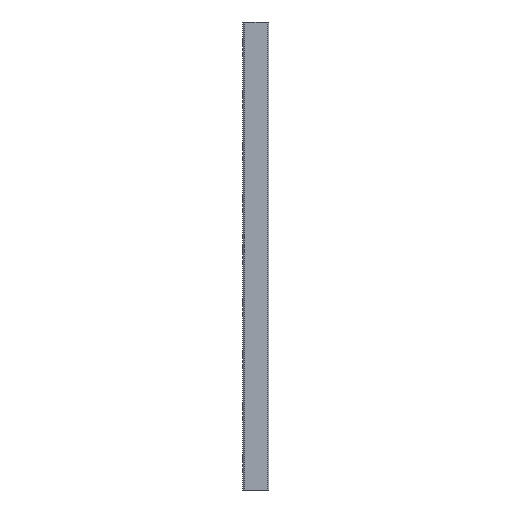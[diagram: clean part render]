
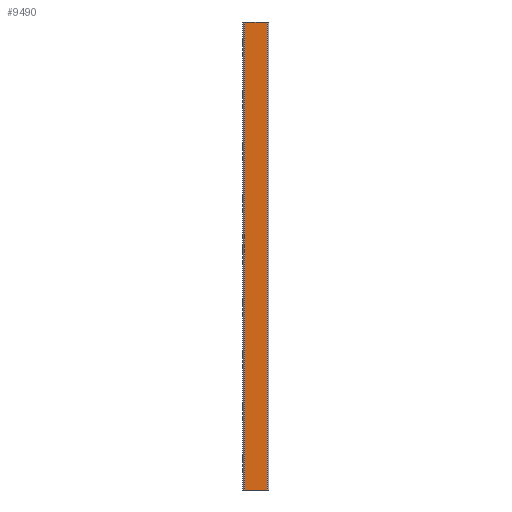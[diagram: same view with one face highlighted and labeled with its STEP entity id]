
A CAD part, left-side view. The second image highlights one B-rep face of the part: STEP entity #9490.
In plain terms, the highlighted planar face has unit normal (-1, 0, 0).
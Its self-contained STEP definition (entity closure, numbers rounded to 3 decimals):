
#1590 = DIRECTION ( 'NONE',  ( 0., -1., 0. ) ) ;
#1944 = CARTESIAN_POINT ( 'NONE',  ( -12., 7.5, 144. ) ) ;
#2138 = ORIENTED_EDGE ( 'NONE', *, *, #24476, .T. ) ;
#3058 = PLANE ( 'NONE',  #18807 ) ;
#3685 = CARTESIAN_POINT ( 'NONE',  ( -12., 0.5, 0. ) ) ;
#5438 = EDGE_CURVE ( 'NONE', #13321, #20561, #21721, .T. ) ;
#5697 = EDGE_LOOP ( 'NONE', ( #20829, #2138, #22896, #10234 ) ) ;
#6095 = LINE ( 'NONE', #25846, #27174 ) ;
#6623 = CARTESIAN_POINT ( 'NONE',  ( -12., 8., 0. ) ) ;
#6845 = VERTEX_POINT ( 'NONE', #1944 ) ;
#7324 = CARTESIAN_POINT ( 'NONE',  ( -12., 8., 144. ) ) ;
#8753 = DIRECTION ( 'NONE',  ( 0., -1., 0. ) ) ;
#9186 = EDGE_CURVE ( 'NONE', #6845, #11255, #23103, .T. ) ;
#9450 = DIRECTION ( 'NONE',  ( 0., 0., -1. ) ) ;
#9490 = ADVANCED_FACE ( 'NONE', ( #18454 ), #3058, .F. ) ;
#9680 = LINE ( 'NONE', #16231, #13914 ) ;
#10234 = ORIENTED_EDGE ( 'NONE', *, *, #15646, .T. ) ;
#11134 = DIRECTION ( 'NONE',  ( 0., 0., 1. ) ) ;
#11255 = VERTEX_POINT ( 'NONE', #26054 ) ;
#11908 = VECTOR ( 'NONE', #1590, 1000. ) ;
#13321 = VERTEX_POINT ( 'NONE', #22886 ) ;
#13914 = VECTOR ( 'NONE', #14132, 1000. ) ;
#14132 = DIRECTION ( 'NONE',  ( 0., 0., -1. ) ) ;
#15646 = EDGE_CURVE ( 'NONE', #6845, #13321, #9680, .T. ) ;
#16091 = VECTOR ( 'NONE', #8753, 1000. ) ;
#16231 = CARTESIAN_POINT ( 'NONE',  ( -12., 7.5, 144. ) ) ;
#18454 = FACE_OUTER_BOUND ( 'NONE', #5697, .T. ) ;
#18807 = AXIS2_PLACEMENT_3D ( 'NONE', #7324, #22023, #9450 ) ;
#20561 = VERTEX_POINT ( 'NONE', #3685 ) ;
#20829 = ORIENTED_EDGE ( 'NONE', *, *, #5438, .T. ) ;
#21721 = LINE ( 'NONE', #6623, #16091 ) ;
#22023 = DIRECTION ( 'NONE',  ( 1., 0., 0. ) ) ;
#22886 = CARTESIAN_POINT ( 'NONE',  ( -12., 7.5, 0. ) ) ;
#22896 = ORIENTED_EDGE ( 'NONE', *, *, #9186, .F. ) ;
#23103 = LINE ( 'NONE', #26833, #11908 ) ;
#24476 = EDGE_CURVE ( 'NONE', #20561, #11255, #6095, .T. ) ;
#25846 = CARTESIAN_POINT ( 'NONE',  ( -12., 0.5, 144. ) ) ;
#26054 = CARTESIAN_POINT ( 'NONE',  ( -12., 0.5, 144. ) ) ;
#26833 = CARTESIAN_POINT ( 'NONE',  ( -12., 8., 144. ) ) ;
#27174 = VECTOR ( 'NONE', #11134, 1000. ) ;
